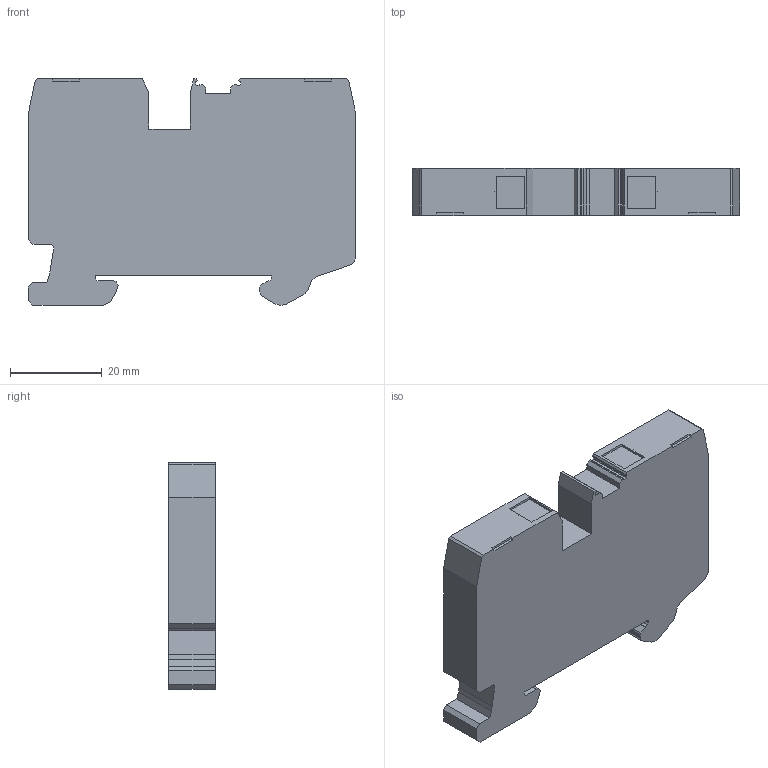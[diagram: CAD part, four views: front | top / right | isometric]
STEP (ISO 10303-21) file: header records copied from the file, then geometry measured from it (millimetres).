
FILE_DESCRIPTION( ('This file contains a STEP AP42 implementation' ,'as created by ZW3D STEP Interface translator.') ,'2;1' );
FILE_NAME( 'GUS10-102諉華.stp' ,'22 222.1518 2', (''), ('ZWCAD Software Co.'), 'Version 1.0', 'ZW3D to STEP translator', '' );
FILE_SCHEMA(('AUTOMOTIVE_DESIGN'));
Length unit declared in the file: millimetre
Products named in the file (1): 0
Bounding box: 71.5 x 10.2 x 49.5 mm (x, y, z)
Volume: 31001.7 mm3; surface area: 9134 mm2
Topology: 1 solids, 1 shells, 101 faces, 289 edges, 194 vertices
Faces by surface type: bspline 101
Entity records: 3906 total; most frequent: CARTESIAN_POINT 2123, ORIENTED_EDGE 578, EDGE_CURVE 289, B_SPLINE_CURVE_WITH_KNOTS 221, VERTEX_POINT 194, EDGE_LOOP 105, FACE_OUTER_BOUND 101, ADVANCED_FACE 101
